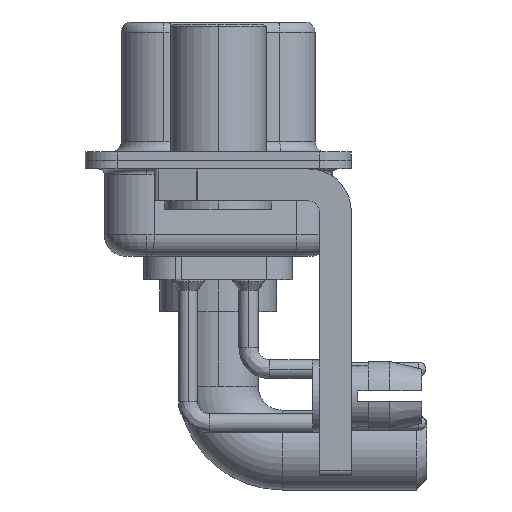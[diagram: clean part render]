
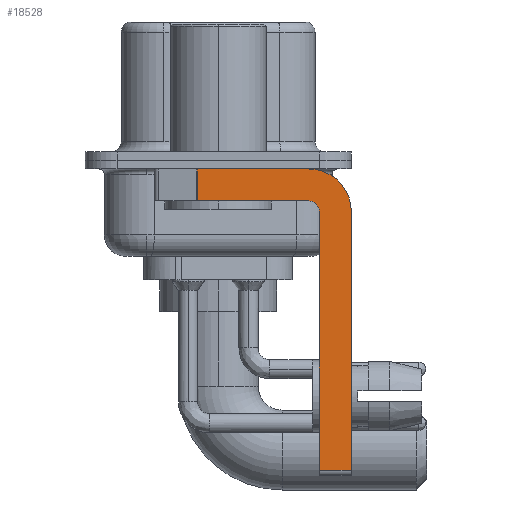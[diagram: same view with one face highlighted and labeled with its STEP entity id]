
A CAD part, left-side view. The second image highlights one B-rep face of the part: STEP entity #18528.
In plain terms, the highlighted planar face has unit normal (-1, 0, 0).
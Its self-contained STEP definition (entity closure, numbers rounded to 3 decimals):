
#530 = DIRECTION ( 'NONE',  ( 0., 0., 1. ) ) ;
#685 = CARTESIAN_POINT ( 'NONE',  ( -2.9, -6.25, -2.4 ) ) ;
#1339 = FACE_OUTER_BOUND ( 'NONE', #28395, .T. ) ;
#1668 = CARTESIAN_POINT ( 'NONE',  ( -2.9, -4.25, -14.55 ) ) ;
#2184 = VECTOR ( 'NONE', #22688, 1000. ) ;
#2318 = CARTESIAN_POINT ( 'NONE',  ( -2.9, -4.25, -1.9 ) ) ;
#2374 = ORIENTED_EDGE ( 'NONE', *, *, #22710, .F. ) ;
#3168 = LINE ( 'NONE', #23554, #18212 ) ;
#3749 = EDGE_CURVE ( 'NONE', #11770, #12076, #3168, .T. ) ;
#4249 = VERTEX_POINT ( 'NONE', #16794 ) ;
#4371 = CARTESIAN_POINT ( 'NONE',  ( -2.9, -4.25, -2.4 ) ) ;
#4859 = VERTEX_POINT ( 'NONE', #26143 ) ;
#5556 = DIRECTION ( 'NONE',  ( 0., 0., -1. ) ) ;
#8156 = PLANE ( 'NONE',  #16001 ) ;
#8231 = LINE ( 'NONE', #11307, #25109 ) ;
#8368 = DIRECTION ( 'NONE',  ( 0., 0., -1. ) ) ;
#9302 = VERTEX_POINT ( 'NONE', #29070 ) ;
#9458 = AXIS2_PLACEMENT_3D ( 'NONE', #23293, #12109, #5556 ) ;
#11307 = CARTESIAN_POINT ( 'NONE',  ( -2.9, -6.25, -2.4 ) ) ;
#11770 = VERTEX_POINT ( 'NONE', #17878 ) ;
#12076 = VERTEX_POINT ( 'NONE', #21853 ) ;
#12109 = DIRECTION ( 'NONE',  ( 1., 0., 0. ) ) ;
#13437 = DIRECTION ( 'NONE',  ( 0., 0., 1. ) ) ;
#13726 = DIRECTION ( 'NONE',  ( -1., 0., 0. ) ) ;
#16001 = AXIS2_PLACEMENT_3D ( 'NONE', #28712, #24525, #17230 ) ;
#16281 = CARTESIAN_POINT ( 'NONE',  ( -2.9, -6.25, -14.55 ) ) ;
#16289 = LINE ( 'NONE', #2318, #2184 ) ;
#16758 = EDGE_CURVE ( 'NONE', #11770, #26676, #28602, .T. ) ;
#16794 = CARTESIAN_POINT ( 'NONE',  ( -2.9, -4.25, -0.4 ) ) ;
#17230 = DIRECTION ( 'NONE',  ( 0., 0., -1. ) ) ;
#17343 = VERTEX_POINT ( 'NONE', #685 ) ;
#17605 = ORIENTED_EDGE ( 'NONE', *, *, #23866, .F. ) ;
#17661 = EDGE_CURVE ( 'NONE', #9302, #4859, #19541, .T. ) ;
#17878 = CARTESIAN_POINT ( 'NONE',  ( -2.9, -4.75, -14.55 ) ) ;
#18212 = VECTOR ( 'NONE', #530, 1000. ) ;
#18415 = ORIENTED_EDGE ( 'NONE', *, *, #3749, .F. ) ;
#18528 = ADVANCED_FACE ( 'NONE', ( #1339 ), #8156, .F. ) ;
#18958 = CIRCLE ( 'NONE', #9458, 2. ) ;
#19541 = LINE ( 'NONE', #28639, #29076 ) ;
#19573 = VERTEX_POINT ( 'NONE', #28901 ) ;
#20399 = DIRECTION ( 'NONE',  ( 0., 0., -1. ) ) ;
#21065 = EDGE_CURVE ( 'NONE', #17343, #26676, #8231, .T. ) ;
#21754 = LINE ( 'NONE', #24129, #27079 ) ;
#21853 = CARTESIAN_POINT ( 'NONE',  ( -2.9, -4.75, -2.4 ) ) ;
#21908 = VECTOR ( 'NONE', #22186, 1000. ) ;
#22060 = DIRECTION ( 'NONE',  ( 0., -1., 0. ) ) ;
#22141 = EDGE_CURVE ( 'NONE', #4249, #17343, #18958, .T. ) ;
#22186 = DIRECTION ( 'NONE',  ( 0., -1., 0. ) ) ;
#22688 = DIRECTION ( 'NONE',  ( 0., 1., 0. ) ) ;
#22710 = EDGE_CURVE ( 'NONE', #9302, #4249, #21754, .T. ) ;
#22776 = ORIENTED_EDGE ( 'NONE', *, *, #17661, .T. ) ;
#23293 = CARTESIAN_POINT ( 'NONE',  ( -2.9, -4.25, -2.4 ) ) ;
#23554 = CARTESIAN_POINT ( 'NONE',  ( -2.9, -4.75, -14.8 ) ) ;
#23866 = EDGE_CURVE ( 'NONE', #12076, #19573, #24409, .T. ) ;
#24129 = CARTESIAN_POINT ( 'NONE',  ( -2.9, 3., -0.4 ) ) ;
#24155 = ORIENTED_EDGE ( 'NONE', *, *, #27996, .F. ) ;
#24409 = CIRCLE ( 'NONE', #28221, 0.5 ) ;
#24525 = DIRECTION ( 'NONE',  ( 1., 0., 0. ) ) ;
#25109 = VECTOR ( 'NONE', #20399, 1000. ) ;
#26143 = CARTESIAN_POINT ( 'NONE',  ( -2.9, 0.978, -1.9 ) ) ;
#26676 = VERTEX_POINT ( 'NONE', #16281 ) ;
#27079 = VECTOR ( 'NONE', #22060, 1000. ) ;
#27095 = ORIENTED_EDGE ( 'NONE', *, *, #22141, .F. ) ;
#27165 = ORIENTED_EDGE ( 'NONE', *, *, #21065, .F. ) ;
#27996 = EDGE_CURVE ( 'NONE', #19573, #4859, #16289, .T. ) ;
#28221 = AXIS2_PLACEMENT_3D ( 'NONE', #4371, #13726, #13437 ) ;
#28395 = EDGE_LOOP ( 'NONE', ( #2374, #22776, #24155, #17605, #18415, #29174, #27165, #27095 ) ) ;
#28602 = LINE ( 'NONE', #1668, #21908 ) ;
#28639 = CARTESIAN_POINT ( 'NONE',  ( -2.9, 0.978, -1.9 ) ) ;
#28712 = CARTESIAN_POINT ( 'NONE',  ( -2.9, -4.25, -2.4 ) ) ;
#28901 = CARTESIAN_POINT ( 'NONE',  ( -2.9, -4.25, -1.9 ) ) ;
#29070 = CARTESIAN_POINT ( 'NONE',  ( -2.9, 0.978, -0.4 ) ) ;
#29076 = VECTOR ( 'NONE', #8368, 1000. ) ;
#29174 = ORIENTED_EDGE ( 'NONE', *, *, #16758, .T. ) ;
